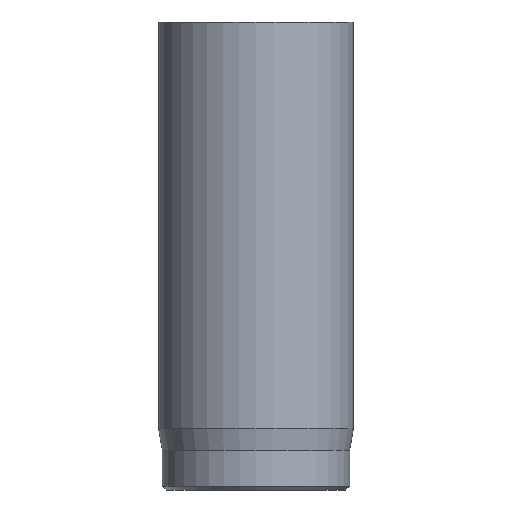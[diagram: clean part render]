
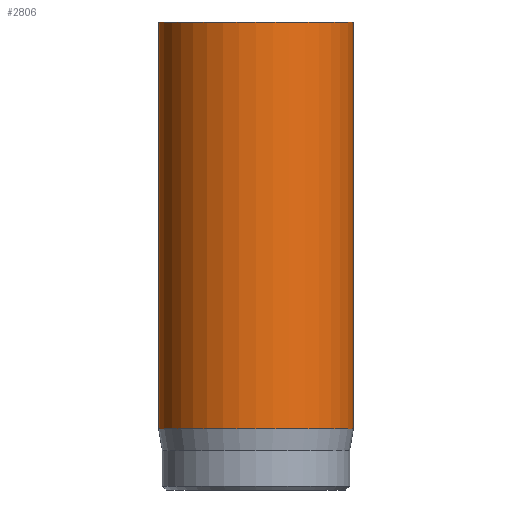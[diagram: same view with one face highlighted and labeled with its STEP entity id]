
A CAD part, front view. The second image highlights one B-rep face of the part: STEP entity #2806.
In plain terms, the highlighted cylindrical face has radius 2.5 mm (diameter 5 mm), a full revolution.
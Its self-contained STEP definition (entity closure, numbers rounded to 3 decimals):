
#397=CYLINDRICAL_SURFACE('',#2939,2.5);
#536=FACE_OUTER_BOUND('',#709,.T.);
#709=EDGE_LOOP('',(#2549,#2550,#2551,#2552,#2553));
#883=LINE('',#5588,#1063);
#1063=VECTOR('',#3227,2.5);
#1098=CIRCLE('',#2923,2.5);
#1104=CIRCLE('',#2937,2.5);
#1105=CIRCLE('',#2938,2.5);
#1363=VERTEX_POINT('',#5559);
#1369=VERTEX_POINT('',#5582);
#1370=VERTEX_POINT('',#5583);
#1760=EDGE_CURVE('',#1363,#1363,#1098,.T.);
#1769=EDGE_CURVE('',#1369,#1370,#1104,.T.);
#1770=EDGE_CURVE('',#1370,#1369,#1105,.T.);
#1772=EDGE_CURVE('',#1363,#1369,#883,.T.);
#2549=ORIENTED_EDGE('',*,*,#1760,.T.);
#2550=ORIENTED_EDGE('',*,*,#1772,.T.);
#2551=ORIENTED_EDGE('',*,*,#1769,.T.);
#2552=ORIENTED_EDGE('',*,*,#1770,.T.);
#2553=ORIENTED_EDGE('',*,*,#1772,.F.);
#2806=ADVANCED_FACE('',(#536),#397,.T.);
#2923=AXIS2_PLACEMENT_3D('',#5560,#3189,#3190);
#2937=AXIS2_PLACEMENT_3D('',#5584,#3220,#3221);
#2938=AXIS2_PLACEMENT_3D('',#5585,#3222,#3223);
#2939=AXIS2_PLACEMENT_3D('',#5587,#3225,#3226);
#3189=DIRECTION('center_axis',(0.,0.,-1.));
#3190=DIRECTION('ref_axis',(-1.,0.,0.));
#3220=DIRECTION('center_axis',(0.,0.,1.));
#3221=DIRECTION('ref_axis',(-1.,0.,0.));
#3222=DIRECTION('center_axis',(0.,0.,1.));
#3223=DIRECTION('ref_axis',(-1.,0.,0.));
#3225=DIRECTION('center_axis',(0.,0.,1.));
#3226=DIRECTION('ref_axis',(-1.,0.,0.));
#3227=DIRECTION('',(0.,0.,-1.));
#5559=CARTESIAN_POINT('',(2.5,0.,12.));
#5560=CARTESIAN_POINT('Origin',(0.,0.,12.));
#5582=CARTESIAN_POINT('',(2.5,0.,1.567));
#5583=CARTESIAN_POINT('',(-2.5,0.,1.567));
#5584=CARTESIAN_POINT('Origin',(0.,0.,1.567));
#5585=CARTESIAN_POINT('Origin',(0.,0.,1.567));
#5587=CARTESIAN_POINT('Origin',(0.,0.,0.));
#5588=CARTESIAN_POINT('',(2.5,0.,0.));
